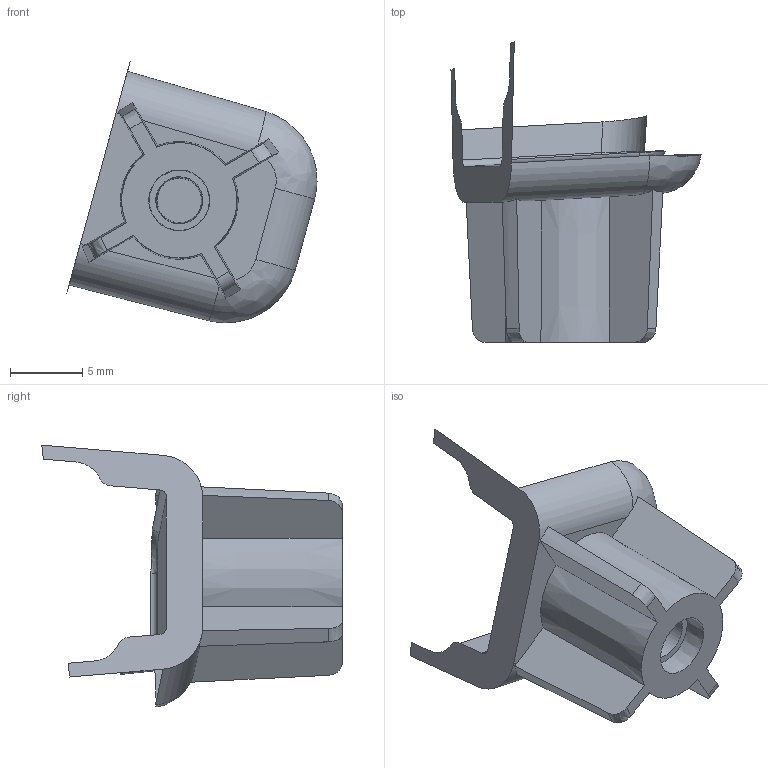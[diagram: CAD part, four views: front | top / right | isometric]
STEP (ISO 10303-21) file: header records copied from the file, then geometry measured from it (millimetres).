
FILE_DESCRIPTION(('Open CASCADE Model'),'2;1');
FILE_NAME('Open CASCADE Shape Model','2025-10-21T21:37:35',('Author'),( 'Open CASCADE'),'Open CASCADE STEP processor 7.7','Open CASCADE 7.7' ,'Unknown');
FILE_SCHEMA(('AUTOMOTIVE_DESIGN { 1 0 10303 214 1 1 1 1 }'));
Length unit declared in the file: millimetre
Products named in the file (45): Open CASCADE STEP translator 7.7 40; Open CASCADE STEP translator 7.7 40.1; Open CASCADE STEP translator 7.7 40.2; Open CASCADE STEP translator 7.7 40.3; Open CASCADE STEP translator 7.7 40.4; Open CASCADE STEP translator 7.7 40.5; Open CASCADE STEP translator 7.7 40.6; Open CASCADE STEP translator 7.7 40.7; Open CASCADE STEP translator 7.7 40.8; Open CASCADE STEP translator 7.7 40.9; Open CASCADE STEP translator 7.7 40.10; Open CASCADE STEP translator 7.7 40.11; Open CASCADE STEP translator 7.7 40.12; Open CASCADE STEP translator 7.7 40.13; Open CASCADE STEP translator 7.7 40.14; Open CASCADE STEP translator 7.7 40.15; Open CASCADE STEP translator 7.7 40.16; Open CASCADE STEP translator 7.7 40.17; Open CASCADE STEP translator 7.7 40.18; Open CASCADE STEP translator 7.7 40.19; Open CASCADE STEP translator 7.7 40.20; Open CASCADE STEP translator 7.7 40.21; Open CASCADE STEP translator 7.7 40.22; Open CASCADE STEP translator 7.7 40.23; Open CASCADE STEP translator 7.7 40.24; Open CASCADE STEP translator 7.7 40.25; Open CASCADE STEP translator 7.7 40.26; Open CASCADE STEP translator 7.7 40.27; Open CASCADE STEP translator 7.7 40.28; Open CASCADE STEP translator 7.7 40.29; Open CASCADE STEP translator 7.7 40.30; Open CASCADE STEP translator 7.7 40.31; Open CASCADE STEP translator 7.7 40.32; Open CASCADE STEP translator 7.7 40.33; Open CASCADE STEP translator 7.7 40.34; Open CASCADE STEP translator 7.7 40.35; Open CASCADE STEP translator 7.7 40.36; Open CASCADE STEP translator 7.7 40.37; Open CASCADE STEP translator 7.7 40.38; Open CASCADE STEP translator 7.7 40.39 ...
Assembly tree (44 placements, depth 2):
  Open CASCADE STEP translator 7.7 40
    Open CASCADE STEP translator 7.7 40.1
    Open CASCADE STEP translator 7.7 40.2
    Open CASCADE STEP translator 7.7 40.3
    Open CASCADE STEP translator 7.7 40.4
    Open CASCADE STEP translator 7.7 40.5
    Open CASCADE STEP translator 7.7 40.6
    Open CASCADE STEP translator 7.7 40.7
    Open CASCADE STEP translator 7.7 40.8
    Open CASCADE STEP translator 7.7 40.9
    Open CASCADE STEP translator 7.7 40.10
    Open CASCADE STEP translator 7.7 40.11
    Open CASCADE STEP translator 7.7 40.12
    Open CASCADE STEP translator 7.7 40.13
    Open CASCADE STEP translator 7.7 40.14
    Open CASCADE STEP translator 7.7 40.15
    Open CASCADE STEP translator 7.7 40.16
    Open CASCADE STEP translator 7.7 40.17
    Open CASCADE STEP translator 7.7 40.18
    Open CASCADE STEP translator 7.7 40.19
    Open CASCADE STEP translator 7.7 40.20
    Open CASCADE STEP translator 7.7 40.21
    Open CASCADE STEP translator 7.7 40.22
    Open CASCADE STEP translator 7.7 40.23
    Open CASCADE STEP translator 7.7 40.24
    Open CASCADE STEP translator 7.7 40.25
    Open CASCADE STEP translator 7.7 40.26
    Open CASCADE STEP translator 7.7 40.27
    Open CASCADE STEP translator 7.7 40.28
    Open CASCADE STEP translator 7.7 40.29
    Open CASCADE STEP translator 7.7 40.30
    Open CASCADE STEP translator 7.7 40.31
    Open CASCADE STEP translator 7.7 40.32
    Open CASCADE STEP translator 7.7 40.33
    Open CASCADE STEP translator 7.7 40.34
    Open CASCADE STEP translator 7.7 40.35
    Open CASCADE STEP translator 7.7 40.36
    Open CASCADE STEP translator 7.7 40.37
    Open CASCADE STEP translator 7.7 40.38
    Open CASCADE STEP translator 7.7 40.39
    Open CASCADE STEP translator 7.7 40.40
    Open CASCADE STEP translator 7.7 40.41
    Open CASCADE STEP translator 7.7 40.42
    Open CASCADE STEP translator 7.7 40.43
    Open CASCADE STEP translator 7.7 40.44
Bounding box: 17.35 x 20.85 x 18.17 mm (x, y, z)
Surface area: 1124.3 mm2 (no closed solid volume)
Topology: 0 solids, 44 shells, 44 faces, 238 edges, 235 vertices
Faces by surface type: plane 19, bspline 12, cylinder 8, cone 5
Entity records: 5887 total; most frequent: CARTESIAN_POINT 2265, DIRECTION 491, ORIENTED_EDGE 241, PCURVE 241, DEFINITIONAL_REPRESENTATION 241, EDGE_CURVE 238, VERTEX_POINT 235, SURFACE_CURVE 235
